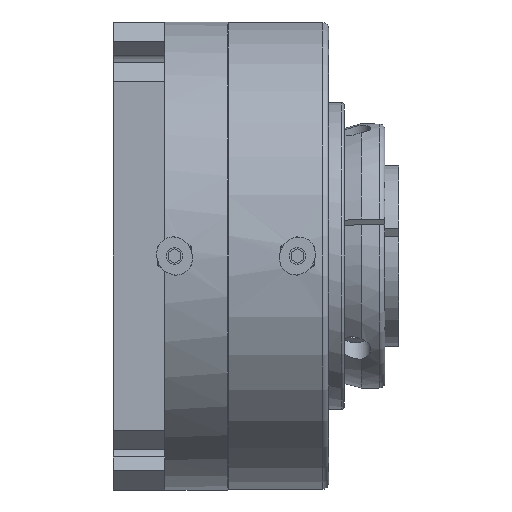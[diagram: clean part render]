
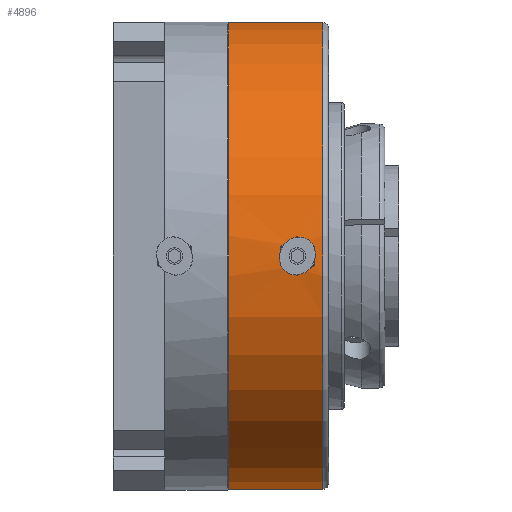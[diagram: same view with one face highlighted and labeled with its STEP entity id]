
A CAD part, front view. The second image highlights one B-rep face of the part: STEP entity #4896.
In plain terms, the highlighted cylindrical face has radius 84 mm (diameter 168 mm), a full revolution.
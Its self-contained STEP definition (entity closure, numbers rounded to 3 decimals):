
#201 = CARTESIAN_POINT ( 'NONE',  ( 51.733, -57.611, -0.592 ) ) ;
#500 = CARTESIAN_POINT ( 'NONE',  ( 50.643, -57.559, -3.002 ) ) ;
#593 = FACE_OUTER_BOUND ( 'NONE', #26488, .T. ) ;
#635 = CARTESIAN_POINT ( 'NONE',  ( 50.218, -57.543, 3.427 ) ) ;
#798 = CARTESIAN_POINT ( 'NONE',  ( 51.531, -57.6, -1.461 ) ) ;
#1631 = B_SPLINE_CURVE_WITH_KNOTS ( 'NONE', 3,
 ( #15815, #18022, #15379, #19809, #6667, #6229, #24240, #17737, #8584, #17570, #8443, #13131, #6539, #22155, #17441, #24400, #4174, #22593, #15655, #4611, #1974, #19940, #4456, #26448, #8727, #13581, #4017, #15224, #15516, #22006, #12991, #24545, #22284, #2111, #20085, #16402, #20362, #2985, #20950, #25251, #635, #2840, #11347, #14031, #16550, #11939, #15980, #11798, #25541, #23333, #201, #2551, #798, #9747, #20804, #22743, #500, #13868, #23053, #9583, #27626, #25404, #18598, #24975, #9157, #18763 ),
 .UNSPECIFIED., .T., .F.,
 ( 4, 2, 2, 2, 2, 2, 2, 2, 2, 2, 2, 2, 2, 2, 2, 2, 2, 2, 2, 2, 2, 2, 2, 2, 2, 2, 2, 2, 2, 2, 2, 2, 4 ),
 ( 0., 0.001, 0.002, 0.003, 0.004, 0.004, 0.005, 0.006, 0.007, 0.008, 0.009, 0.01, 0.011, 0.012, 0.012, 0.013, 0.014, 0.015, 0.016, 0.017, 0.018, 0.019, 0.02, 0.02, 0.021, 0.022, 0.023, 0.024, 0.025, 0.026, 0.027, 0.028, 0.028 ),
 .UNSPECIFIED. ) ;
#1974 = CARTESIAN_POINT ( 'NONE',  ( 42.9, -57.6, 1.462 ) ) ;
#2111 = CARTESIAN_POINT ( 'NONE',  ( 47.511, -57.489, 4.547 ) ) ;
#2551 = CARTESIAN_POINT ( 'NONE',  ( 51.618, -57.605, -1.173 ) ) ;
#2805 = CARTESIAN_POINT ( 'NONE',  ( 22.616, 48.129, 81.138 ) ) ;
#2840 = CARTESIAN_POINT ( 'NONE',  ( 50.637, -57.559, 3.009 ) ) ;
#2985 = CARTESIAN_POINT ( 'NONE',  ( 49.227, -57.513, 4.088 ) ) ;
#3252 = CARTESIAN_POINT ( 'NONE',  ( 22.616, 26.388, 0. ) ) ;
#4017 = CARTESIAN_POINT ( 'NONE',  ( 44.441, -57.535, 3.614 ) ) ;
#4174 = CARTESIAN_POINT ( 'NONE',  ( 42.669, -57.612, -0.299 ) ) ;
#4456 = CARTESIAN_POINT ( 'NONE',  ( 43.27, -57.582, 2.279 ) ) ;
#4611 = CARTESIAN_POINT ( 'NONE',  ( 42.815, -57.604, 1.179 ) ) ;
#4896 = ADVANCED_FACE ( 'NONE', ( #593, #23015, #7367 ), #16363, .T. ) ;
#5621 = ORIENTED_EDGE ( 'NONE', *, *, #19607, .F. ) ;
#6002 = CIRCLE ( 'NONE', #21465, 84. ) ;
#6229 = CARTESIAN_POINT ( 'NONE',  ( 45.199, -57.513, -4.086 ) ) ;
#6539 = CARTESIAN_POINT ( 'NONE',  ( 43.129, -57.589, -2.015 ) ) ;
#6667 = CARTESIAN_POINT ( 'NONE',  ( 45.75, -57.501, -4.314 ) ) ;
#7367 = FACE_OUTER_BOUND ( 'NONE', #10359, .T. ) ;
#7546 = VERTEX_POINT ( 'NONE', #23760 ) ;
#7712 = EDGE_CURVE ( 'NONE', #7546, #7546, #6002, .T. ) ;
#8443 = CARTESIAN_POINT ( 'NONE',  ( 43.603, -57.567, -2.776 ) ) ;
#8584 = CARTESIAN_POINT ( 'NONE',  ( 44.21, -57.543, -3.424 ) ) ;
#8638 = ORIENTED_EDGE ( 'NONE', *, *, #16458, .T. ) ;
#8727 = CARTESIAN_POINT ( 'NONE',  ( 43.787, -57.559, 3.001 ) ) ;
#9157 = CARTESIAN_POINT ( 'NONE',  ( 47.516, -57.489, -4.547 ) ) ;
#9583 = CARTESIAN_POINT ( 'NONE',  ( 49.499, -57.52, -3.943 ) ) ;
#9747 = CARTESIAN_POINT ( 'NONE',  ( 51.303, -57.589, -2.013 ) ) ;
#9852 = CARTESIAN_POINT ( 'NONE',  ( 22.616, 26.388, 0. ) ) ;
#10359 = EDGE_LOOP ( 'NONE', ( #5621 ) ) ;
#10418 = DIRECTION ( 'NONE',  ( -1., 0., 0. ) ) ;
#11347 = CARTESIAN_POINT ( 'NONE',  ( 50.83, -57.567, 2.775 ) ) ;
#11798 = CARTESIAN_POINT ( 'NONE',  ( 51.732, -57.611, 0.6 ) ) ;
#11939 = CARTESIAN_POINT ( 'NONE',  ( 51.528, -57.6, 1.47 ) ) ;
#12017 = EDGE_LOOP ( 'NONE', ( #8638 ) ) ;
#12221 = DIRECTION ( 'NONE',  ( -1., 0., 0. ) ) ;
#12991 = CARTESIAN_POINT ( 'NONE',  ( 46.034, -57.497, 4.4 ) ) ;
#13131 = CARTESIAN_POINT ( 'NONE',  ( 43.27, -57.582, -2.279 ) ) ;
#13581 = CARTESIAN_POINT ( 'NONE',  ( 44.211, -57.543, 3.426 ) ) ;
#13868 = CARTESIAN_POINT ( 'NONE',  ( 50.224, -57.543, -3.422 ) ) ;
#13892 = AXIS2_PLACEMENT_3D ( 'NONE', #3252, #12221, #14739 ) ;
#14031 = CARTESIAN_POINT ( 'NONE',  ( 51.16, -57.582, 2.281 ) ) ;
#14057 = ORIENTED_EDGE ( 'NONE', *, *, #7712, .T. ) ;
#14182 = CARTESIAN_POINT ( 'NONE',  ( 56.416, 26.388, 0. ) ) ;
#14739 = DIRECTION ( 'NONE',  ( 0., 0.259, 0.966 ) ) ;
#15224 = CARTESIAN_POINT ( 'NONE',  ( 44.934, -57.52, 3.943 ) ) ;
#15379 = CARTESIAN_POINT ( 'NONE',  ( 46.62, -57.491, -4.517 ) ) ;
#15516 = CARTESIAN_POINT ( 'NONE',  ( 45.199, -57.513, 4.086 ) ) ;
#15655 = CARTESIAN_POINT ( 'NONE',  ( 42.699, -57.611, 0.595 ) ) ;
#15815 = CARTESIAN_POINT ( 'NONE',  ( 47.216, -57.489, -4.547 ) ) ;
#15980 = CARTESIAN_POINT ( 'NONE',  ( 51.616, -57.604, 1.181 ) ) ;
#16363 = CYLINDRICAL_SURFACE ( 'NONE', #24639, 84. ) ;
#16402 = CARTESIAN_POINT ( 'NONE',  ( 48.392, -57.497, 4.402 ) ) ;
#16458 = EDGE_CURVE ( 'NONE', #26989, #26989, #1631, .T. ) ;
#16550 = CARTESIAN_POINT ( 'NONE',  ( 51.3, -57.588, 2.02 ) ) ;
#17441 = CARTESIAN_POINT ( 'NONE',  ( 42.815, -57.604, -1.181 ) ) ;
#17570 = CARTESIAN_POINT ( 'NONE',  ( 43.791, -57.559, -3.005 ) ) ;
#17737 = CARTESIAN_POINT ( 'NONE',  ( 44.444, -57.535, -3.616 ) ) ;
#18022 = CARTESIAN_POINT ( 'NONE',  ( 46.915, -57.489, -4.547 ) ) ;
#18598 = CARTESIAN_POINT ( 'NONE',  ( 48.402, -57.497, -4.399 ) ) ;
#18763 = CARTESIAN_POINT ( 'NONE',  ( 47.216, -57.489, -4.547 ) ) ;
#19607 = EDGE_CURVE ( 'NONE', #23016, #23016, #20484, .T. ) ;
#19809 = CARTESIAN_POINT ( 'NONE',  ( 46.039, -57.497, -4.402 ) ) ;
#19940 = CARTESIAN_POINT ( 'NONE',  ( 43.128, -57.589, 2.012 ) ) ;
#20085 = CARTESIAN_POINT ( 'NONE',  ( 47.806, -57.491, 4.518 ) ) ;
#20362 = CARTESIAN_POINT ( 'NONE',  ( 48.68, -57.501, 4.315 ) ) ;
#20484 = CIRCLE ( 'NONE', #13892, 84. ) ;
#20804 = CARTESIAN_POINT ( 'NONE',  ( 51.164, -57.582, -2.274 ) ) ;
#20950 = CARTESIAN_POINT ( 'NONE',  ( 49.491, -57.52, 3.948 ) ) ;
#21465 = AXIS2_PLACEMENT_3D ( 'NONE', #14182, #24853, #23199 ) ;
#21639 = DIRECTION ( 'NONE',  ( 0., 0.259, 0.966 ) ) ;
#22006 = CARTESIAN_POINT ( 'NONE',  ( 45.75, -57.501, 4.314 ) ) ;
#22155 = CARTESIAN_POINT ( 'NONE',  ( 42.902, -57.6, -1.467 ) ) ;
#22284 = CARTESIAN_POINT ( 'NONE',  ( 46.917, -57.489, 4.546 ) ) ;
#22593 = CARTESIAN_POINT ( 'NONE',  ( 42.669, -57.612, 0.294 ) ) ;
#22743 = CARTESIAN_POINT ( 'NONE',  ( 50.835, -57.567, -2.768 ) ) ;
#23015 = FACE_BOUND ( 'NONE', #12017, .T. ) ;
#23016 = VERTEX_POINT ( 'NONE', #2805 ) ;
#23053 = CARTESIAN_POINT ( 'NONE',  ( 49.995, -57.535, -3.611 ) ) ;
#23199 = DIRECTION ( 'NONE',  ( 0., 0.259, 0.966 ) ) ;
#23333 = CARTESIAN_POINT ( 'NONE',  ( 51.763, -57.612, -0.295 ) ) ;
#23760 = CARTESIAN_POINT ( 'NONE',  ( 56.416, 48.129, 81.138 ) ) ;
#24240 = CARTESIAN_POINT ( 'NONE',  ( 44.938, -57.52, -3.946 ) ) ;
#24400 = CARTESIAN_POINT ( 'NONE',  ( 42.698, -57.611, -0.594 ) ) ;
#24545 = CARTESIAN_POINT ( 'NONE',  ( 46.616, -57.491, 4.517 ) ) ;
#24639 = AXIS2_PLACEMENT_3D ( 'NONE', #9852, #10418, #21639 ) ;
#24853 = DIRECTION ( 'NONE',  ( -1., 0., 0. ) ) ;
#24975 = CARTESIAN_POINT ( 'NONE',  ( 47.813, -57.491, -4.517 ) ) ;
#25251 = CARTESIAN_POINT ( 'NONE',  ( 49.989, -57.535, 3.616 ) ) ;
#25404 = CARTESIAN_POINT ( 'NONE',  ( 48.687, -57.502, -4.312 ) ) ;
#25541 = CARTESIAN_POINT ( 'NONE',  ( 51.762, -57.612, 0.305 ) ) ;
#26448 = CARTESIAN_POINT ( 'NONE',  ( 43.599, -57.567, 2.771 ) ) ;
#26488 = EDGE_LOOP ( 'NONE', ( #14057 ) ) ;
#26989 = VERTEX_POINT ( 'NONE', #27295 ) ;
#27295 = CARTESIAN_POINT ( 'NONE',  ( 47.216, -57.489, -4.547 ) ) ;
#27626 = CARTESIAN_POINT ( 'NONE',  ( 49.234, -57.513, -4.085 ) ) ;
